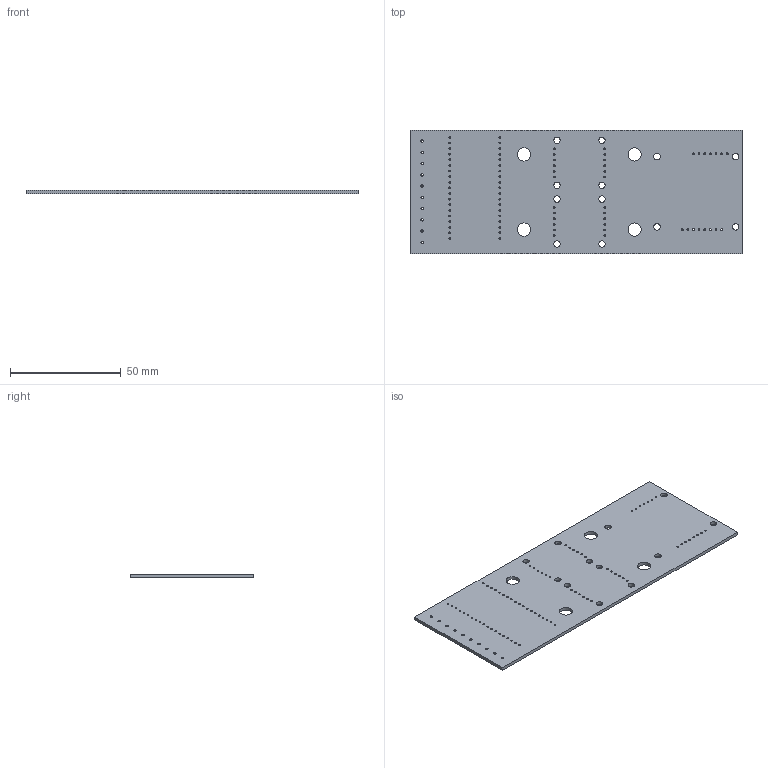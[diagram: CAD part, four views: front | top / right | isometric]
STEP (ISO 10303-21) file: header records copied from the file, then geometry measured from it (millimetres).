
FILE_DESCRIPTION(('KiCad electronic assembly'),'2;1');
FILE_NAME('Sensor_Mount.step','2025-04-09T15:19:28',('Pcbnew'),('Kicad') ,'Open CASCADE STEP processor 7.6','KiCad to STEP converter','Unknown' );
FILE_SCHEMA(('AUTOMOTIVE_DESIGN { 1 0 10303 214 1 1 1 1 }'));
Length unit declared in the file: millimetre
Products named in the file (2): Sensor_Mount 1; Sensor_Mount_PCB
Assembly tree (1 placements, depth 2):
  Sensor_Mount 1
    Sensor_Mount_PCB
Bounding box: 150 x 56 x 1.51 mm (x, y, z)
Volume: 12322.3 mm3; surface area: 17565.3 mm2
Topology: 1 solids, 1 shells, 109 faces, 321 edges, 214 vertices
Faces by surface type: cylinder 103, plane 6
Full cylindrical faces by diameter (mm): 0.8 x77, 1.1 x10, 2.84 x8, 2.962 x4, 6 x4
Entity records: 4210 total; most frequent: DIRECTION 749, CARTESIAN_POINT 646, ORIENTED_EDGE 642, EDGE_CURVE 321, AXIS2_PLACEMENT_3D 317, FACE_BOUND 315, EDGE_LOOP 315, VERTEX_POINT 214
